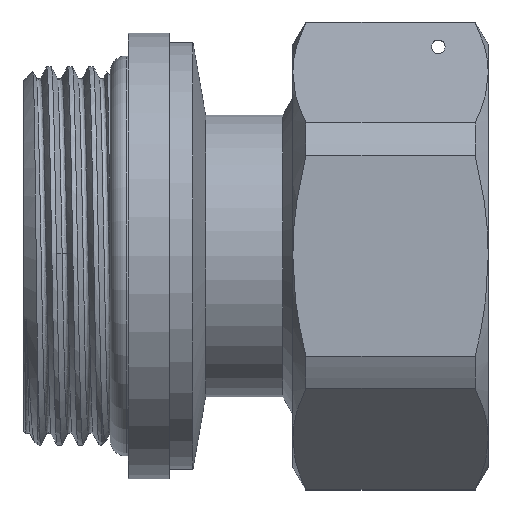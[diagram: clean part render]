
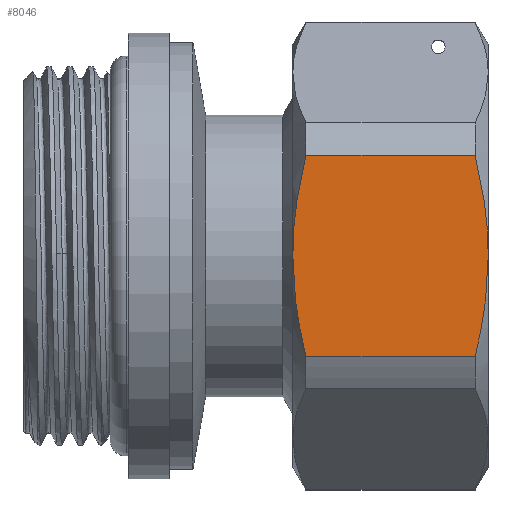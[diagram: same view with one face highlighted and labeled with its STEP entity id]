
A CAD part, top view. The second image highlights one B-rep face of the part: STEP entity #8046.
In plain terms, the highlighted face is planar.
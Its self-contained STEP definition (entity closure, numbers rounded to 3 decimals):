
#3946=CARTESIAN_POINT('',(-11.068,1.443,-23.25));
#3947=CARTESIAN_POINT('',(-10.118,1.208,-23.25));
#3948=CARTESIAN_POINT('',(-8.235,0.79,-23.25));
#3949=CARTESIAN_POINT('',(-5.483,0.339,-23.25));
#3950=CARTESIAN_POINT('',(-2.741,0.062,-23.25));
#3951=CARTESIAN_POINT('',(-0.913,0.,-23.25));
#3952=CARTESIAN_POINT('',(0.,0.,-23.25));
#3954=CARTESIAN_POINT('',(0.,0.,-23.25));
#3955=CARTESIAN_POINT('',(0.731,0.,-23.25));
#3956=CARTESIAN_POINT('',(2.193,0.04,-23.25));
#3957=CARTESIAN_POINT('',(4.385,0.218,-23.25));
#3958=CARTESIAN_POINT('',(6.582,0.51,-23.25));
#3959=CARTESIAN_POINT('',(8.799,0.912,-23.25));
#3960=CARTESIAN_POINT('',(10.307,1.255,-23.25));
#3961=CARTESIAN_POINT('',(11.068,1.443,-23.25));
#4457=DIRECTION('',(0.,-1.,0.));
#4458=VECTOR('',#4457,18.613);
#4459=CARTESIAN_POINT('',(11.068,20.057,-23.25));
#4460=LINE('',#4459,#4458);
#4479=DIRECTION('',(0.,-1.,0.));
#4480=VECTOR('',#4479,18.613);
#4481=CARTESIAN_POINT('',(-11.068,20.057,-23.25));
#4482=LINE('',#4481,#4480);
#4593=CARTESIAN_POINT('',(-11.068,20.057,-23.25));
#4594=CARTESIAN_POINT('',(-10.118,20.292,-23.25));
#4595=CARTESIAN_POINT('',(-8.235,20.71,-23.25));
#4596=CARTESIAN_POINT('',(-5.483,21.161,-23.25));
#4597=CARTESIAN_POINT('',(-2.741,21.438,-23.25));
#4598=CARTESIAN_POINT('',(-0.913,21.5,-23.25));
#4599=CARTESIAN_POINT('',(0.,21.5,-23.25));
#4601=CARTESIAN_POINT('',(0.,21.5,-23.25));
#4602=CARTESIAN_POINT('',(0.731,21.5,-23.25));
#4603=CARTESIAN_POINT('',(2.193,21.46,-23.25));
#4604=CARTESIAN_POINT('',(4.385,21.282,-23.25));
#4605=CARTESIAN_POINT('',(6.582,20.99,-23.25));
#4606=CARTESIAN_POINT('',(8.799,20.588,-23.25));
#4607=CARTESIAN_POINT('',(10.307,20.245,-23.25));
#4608=CARTESIAN_POINT('',(11.068,20.057,-23.25));
#7251=VERTEX_POINT('',#3946);
#7252=VERTEX_POINT('',#3952);
#7253=VERTEX_POINT('',#3961);
#7260=CARTESIAN_POINT('',(-11.068,20.057,-23.25));
#7261=VERTEX_POINT('',#7260);
#7262=CARTESIAN_POINT('',(11.068,20.057,-23.25));
#7263=VERTEX_POINT('',#7262);
#7267=VERTEX_POINT('',#4599);
#8031=CARTESIAN_POINT('',(-13.423,21.5,-23.25));
#8032=DIRECTION('',(0.,0.,1.));
#8033=DIRECTION('',(1.,0.,0.));
#8034=AXIS2_PLACEMENT_3D('',#8031,#8032,#8033);
#8035=PLANE('',#8034);
#8036=ORIENTED_EDGE('',*,*,#7669,.T.);
#8037=ORIENTED_EDGE('',*,*,#7681,.T.);
#8038=ORIENTED_EDGE('',*,*,#7947,.F.);
#8040=ORIENTED_EDGE('',*,*,#8039,.F.);
#8042=ORIENTED_EDGE('',*,*,#8041,.F.);
#8043=ORIENTED_EDGE('',*,*,#7965,.T.);
#8044=EDGE_LOOP('',(#8036,#8037,#8038,#8040,#8042,#8043));
#8045=FACE_OUTER_BOUND('',#8044,.F.);
#8046=ADVANCED_FACE('',(#8045),#8035,.F.);
#3953=B_SPLINE_CURVE_WITH_KNOTS('',3,(#3946,#3947,#3948,#3949,#3950,#3951,
#3952),.UNSPECIFIED.,.F.,.F.,(4,1,1,1,4),(0.,0.25,0.5,0.75,1.),
.UNSPECIFIED.);
#3962=B_SPLINE_CURVE_WITH_KNOTS('',3,(#3954,#3955,#3956,#3957,#3958,#3959,#3960,
#3961),.UNSPECIFIED.,.F.,.F.,(4,1,1,1,1,4),(0.,0.2,0.4,0.6,0.8,1.),
.UNSPECIFIED.);
#4600=B_SPLINE_CURVE_WITH_KNOTS('',3,(#4593,#4594,#4595,#4596,#4597,#4598,
#4599),.UNSPECIFIED.,.F.,.F.,(4,1,1,1,4),(0.,0.25,0.5,0.75,1.),
.UNSPECIFIED.);
#4609=B_SPLINE_CURVE_WITH_KNOTS('',3,(#4601,#4602,#4603,#4604,#4605,#4606,#4607,
#4608),.UNSPECIFIED.,.F.,.F.,(4,1,1,1,1,4),(0.,0.2,0.4,0.6,0.8,1.),
.UNSPECIFIED.);
#7669=EDGE_CURVE('',#7251,#7252,#3953,.T.);
#7681=EDGE_CURVE('',#7252,#7253,#3962,.T.);
#7947=EDGE_CURVE('',#7263,#7253,#4460,.T.);
#7965=EDGE_CURVE('',#7261,#7251,#4482,.T.);
#8039=EDGE_CURVE('',#7267,#7263,#4609,.T.);
#8041=EDGE_CURVE('',#7261,#7267,#4600,.T.);
